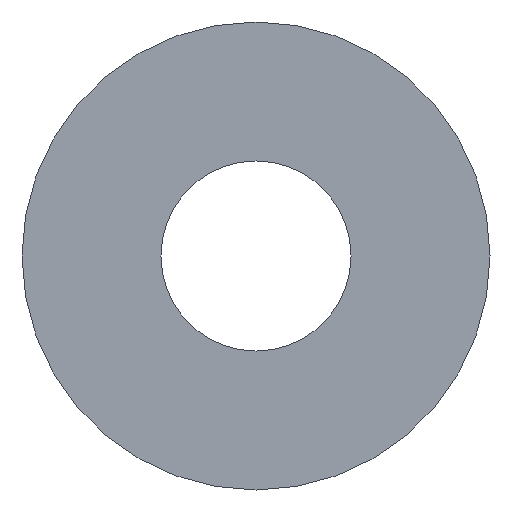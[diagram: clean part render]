
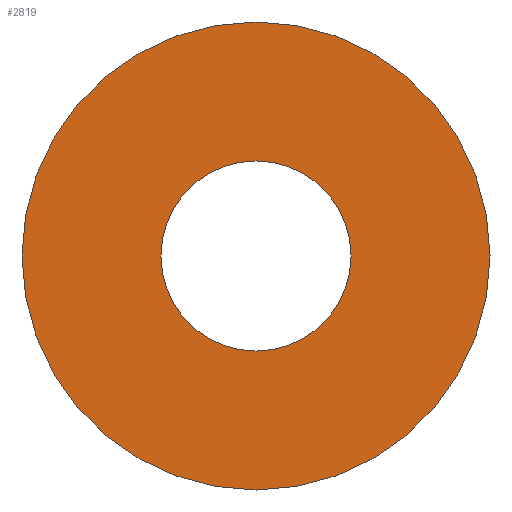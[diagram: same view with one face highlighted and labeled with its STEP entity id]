
A CAD part, front view. The second image highlights one B-rep face of the part: STEP entity #2819.
In plain terms, the highlighted planar face has unit normal (0, -1, 0).
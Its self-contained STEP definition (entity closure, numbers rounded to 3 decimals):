
#16 = DIRECTION ( 'NONE',  ( 0., 0., 1. ) ) ;
#465 = CIRCLE ( 'NONE', #3174, 16. ) ;
#470 = CARTESIAN_POINT ( 'NONE',  ( 0., 0., 0. ) ) ;
#528 = CARTESIAN_POINT ( 'NONE',  ( 0., 0., 0. ) ) ;
#891 = EDGE_CURVE ( 'NONE', #7417, #4704, #7355, .T. ) ;
#1142 = AXIS2_PLACEMENT_3D ( 'NONE', #14473, #6715, #16 ) ;
#1498 = CARTESIAN_POINT ( 'NONE',  ( 0., 0., 0. ) ) ;
#1607 = DIRECTION ( 'NONE',  ( 0., 0., 1. ) ) ;
#1665 = DIRECTION ( 'NONE',  ( 0., 1., 0. ) ) ;
#1997 = CARTESIAN_POINT ( 'NONE',  ( 0., 0., 0. ) ) ;
#2434 = VERTEX_POINT ( 'NONE', #10966 ) ;
#2639 = VERTEX_POINT ( 'NONE', #8400 ) ;
#2819 = ADVANCED_FACE ( 'NONE', ( #3666, #13651 ), #10439, .F. ) ;
#3070 = EDGE_CURVE ( 'NONE', #4704, #7417, #7490, .T. ) ;
#3174 = AXIS2_PLACEMENT_3D ( 'NONE', #470, #12851, #1607 ) ;
#3403 = DIRECTION ( 'NONE',  ( 0., 1., 0. ) ) ;
#3475 = ORIENTED_EDGE ( 'NONE', *, *, #5562, .F. ) ;
#3666 = FACE_OUTER_BOUND ( 'NONE', #4133, .T. ) ;
#3777 = ORIENTED_EDGE ( 'NONE', *, *, #12635, .F. ) ;
#4133 = EDGE_LOOP ( 'NONE', ( #3777, #3475 ) ) ;
#4354 = DIRECTION ( 'NONE',  ( 0., 1., 0. ) ) ;
#4400 = CARTESIAN_POINT ( 'NONE',  ( 0., 0., 6.5 ) ) ;
#4704 = VERTEX_POINT ( 'NONE', #4400 ) ;
#4706 = AXIS2_PLACEMENT_3D ( 'NONE', #528, #1665, #8438 ) ;
#4834 = CIRCLE ( 'NONE', #13391, 16. ) ;
#5562 = EDGE_CURVE ( 'NONE', #2639, #2434, #4834, .T. ) ;
#6119 = CARTESIAN_POINT ( 'NONE',  ( 0., 0., -6.5 ) ) ;
#6715 = DIRECTION ( 'NONE',  ( 0., 1., 0. ) ) ;
#7355 = CIRCLE ( 'NONE', #4706, 6.5 ) ;
#7417 = VERTEX_POINT ( 'NONE', #6119 ) ;
#7490 = CIRCLE ( 'NONE', #1142, 6.5 ) ;
#7666 = DIRECTION ( 'NONE',  ( 0., 0., 1. ) ) ;
#8400 = CARTESIAN_POINT ( 'NONE',  ( 0., 0., 16. ) ) ;
#8438 = DIRECTION ( 'NONE',  ( 0., 0., 1. ) ) ;
#8900 = AXIS2_PLACEMENT_3D ( 'NONE', #1498, #3403, #13847 ) ;
#9323 = ORIENTED_EDGE ( 'NONE', *, *, #3070, .T. ) ;
#10439 = PLANE ( 'NONE',  #8900 ) ;
#10966 = CARTESIAN_POINT ( 'NONE',  ( 0., 0., -16. ) ) ;
#12150 = EDGE_LOOP ( 'NONE', ( #12817, #9323 ) ) ;
#12635 = EDGE_CURVE ( 'NONE', #2434, #2639, #465, .T. ) ;
#12817 = ORIENTED_EDGE ( 'NONE', *, *, #891, .T. ) ;
#12851 = DIRECTION ( 'NONE',  ( 0., 1., 0. ) ) ;
#13391 = AXIS2_PLACEMENT_3D ( 'NONE', #1997, #4354, #7666 ) ;
#13651 = FACE_BOUND ( 'NONE', #12150, .T. ) ;
#13847 = DIRECTION ( 'NONE',  ( 0., 0., 1. ) ) ;
#14473 = CARTESIAN_POINT ( 'NONE',  ( 0., 0., 0. ) ) ;
